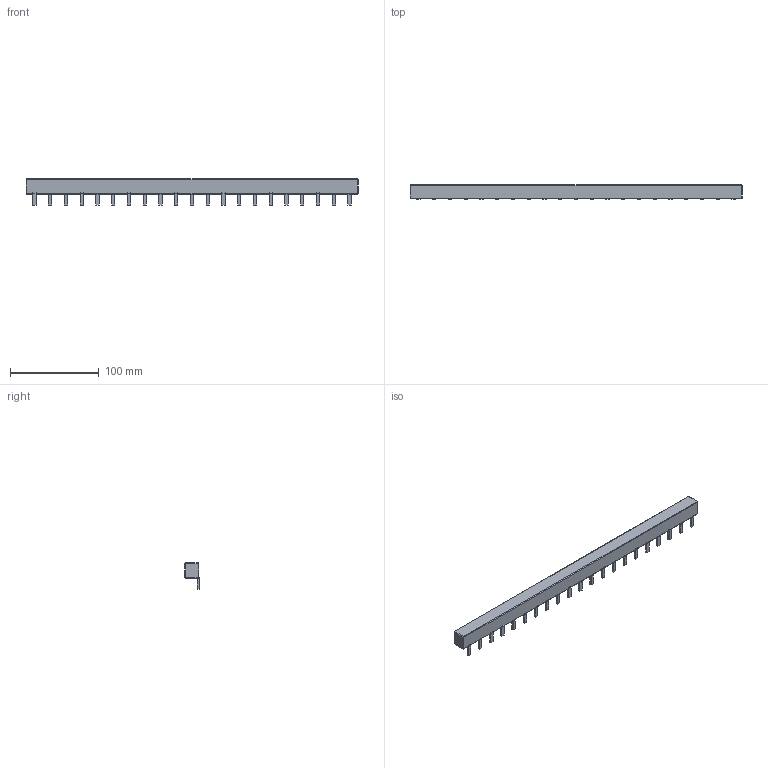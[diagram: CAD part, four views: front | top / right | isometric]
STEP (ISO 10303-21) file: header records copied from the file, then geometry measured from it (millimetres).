
FILE_DESCRIPTION(('CATIA V5 STEP Exchange','CAx-IF Rec.Pracs.--- Model Styling and Organization---1.4--- 2014-01-23'),'2;1');
FILE_NAME ('D1521726_1_2658620000_2658620000.stp','2023-12-12T05:58:42+00:00',('none'),('Weidmueller'),'CATIA Version 5-6 Release 2016 SP3 HF44','CATIA V5 STEP AP214','none');
FILE_SCHEMA(('AUTOMOTIVE_DESIGN { 1 0 10303 214 1 1 1 1 }'));
Length unit declared in the file: millimetre
Products named in the file (1): 2658620000
Bounding box: 375 x 15.82 x 29.5 mm (x, y, z)
Volume: 102548.4 mm3; surface area: 29756.7 mm2
Topology: 22 solids, 22 shells, 299 faces, 735 edges, 472 vertices
Faces by surface type: plane 188, cylinder 103, sphere 8
Entity records: 8952 total; most frequent: CARTESIAN_POINT 2148, ORIENTED_EDGE 1454, DIRECTION 1211, EDGE_CURVE 727, VECTOR 521, LINE 521, VERTEX_POINT 472, AXIS2_PLACEMENT_3D 411
